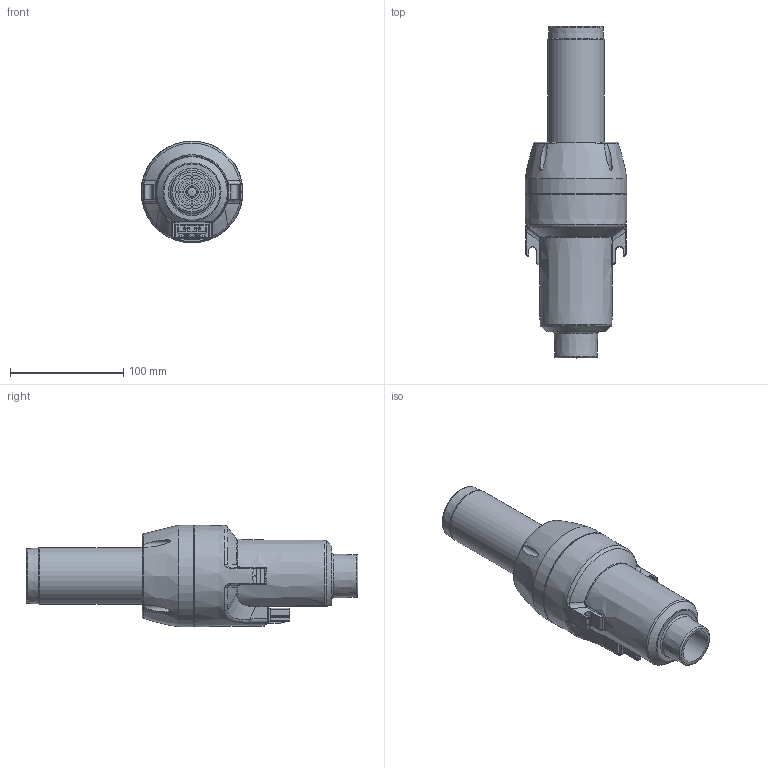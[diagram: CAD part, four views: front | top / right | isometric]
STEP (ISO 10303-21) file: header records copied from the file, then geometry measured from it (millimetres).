
FILE_DESCRIPTION( ( 'Unknown' ), '1' );
FILE_NAME( '020533.stp', 'Unknown', ( 'Unknown' ), ( 'Unknown' ), 'PSStep 14.0', 'Unknown', ' ' );
FILE_SCHEMA( ( 'AUTOMOTIVE_DESIGN { 1 0 10303 214 1 1 1 1 }' ) );
Length unit declared in the file: millimetre
Products named in the file (1): 020533_basis
Bounding box: 90 x 293.45 x 90 mm (x, y, z)
Volume: 952790.6 mm3; surface area: 86463.5 mm2
Topology: 1 solids, 1 shells, 885 faces, 2562 edges, 1701 vertices
Faces by surface type: cylinder 396, plane 375, bspline 61, torus 36, cone 13, sphere 4
Full cylindrical faces by diameter (mm): 3 x1, 6.1 x8, 6.5 x4, 30.249 x1, 50 x1, 90 x1
Entity records: 42784 total; most frequent: CARTESIAN_POINT 12601, ORIENTED_EDGE 4968, DIRECTION 4694, EDGE_CURVE 2484, AXIS2_PLACEMENT_3D 1730, VERTEX_POINT 1675, LINE 1234, VECTOR 1234
